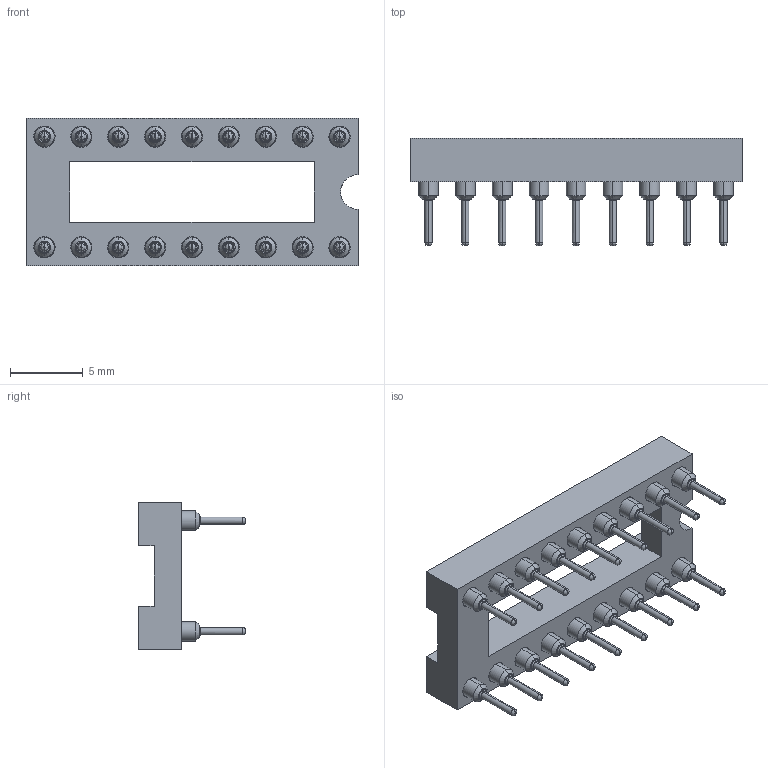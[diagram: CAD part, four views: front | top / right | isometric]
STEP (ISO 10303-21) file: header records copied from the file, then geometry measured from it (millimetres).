
FILE_DESCRIPTION( ('This file contains a STEP AP42 implementation' ,'as created by ZW3D STEP Interface translator.') ,'2;1' );
FILE_NAME( '7110-30118SXX074X1.stp' ,'231219.102424', (''), ('ZWCAD Software Co.'), 'Version 1.0', 'ZW3D to STEP translator', '' );
FILE_SCHEMA(('AUTOMOTIVE_DESIGN { 1 0 10303 214 1 1 1 1 }'));
Length unit declared in the file: millimetre
Products named in the file (2): 0; 7110-30118SXX074X1
Bounding box: 22.86 x 7.4 x 10.16 mm (x, y, z)
Volume: 416.4 mm3; surface area: 1643.5 mm2
Topology: 1 solids, 19 shells, 1438 faces, 3501 edges, 2154 vertices
Faces by surface type: bspline 612, plane 446, cone 306, cylinder 74
Entity records: 80982 total; most frequent: CARTESIAN_POINT 55657, ORIENTED_EDGE 7038, EDGE_CURVE 3447, B_SPLINE_CURVE_WITH_KNOTS 3303, VERTEX_POINT 2154, DIRECTION 1654, EDGE_LOOP 1583, FACE_OUTER_BOUND 1438
